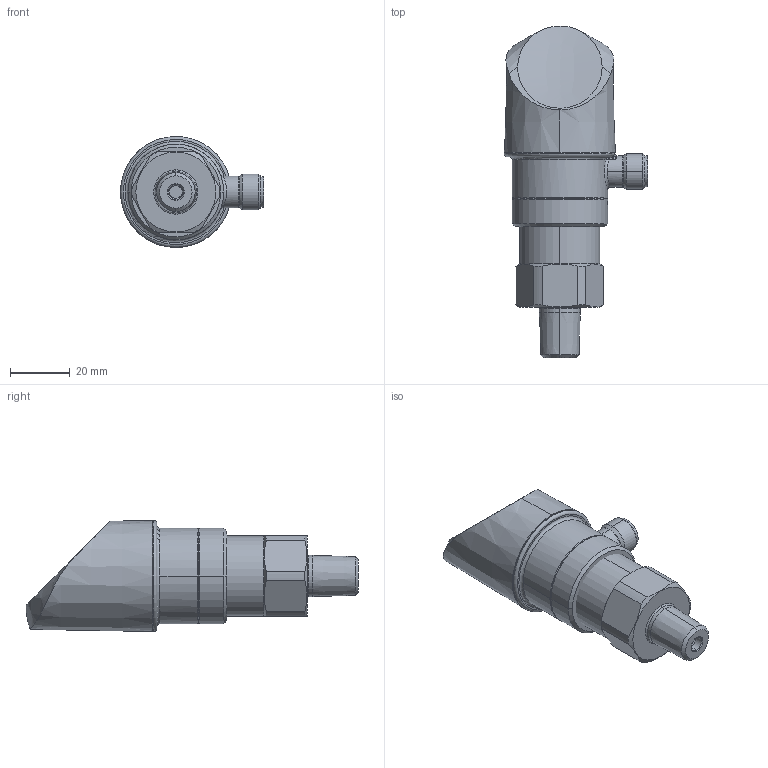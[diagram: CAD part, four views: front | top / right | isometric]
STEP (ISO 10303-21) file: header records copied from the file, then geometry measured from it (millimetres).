
FILE_DESCRIPTION (( 'STEP AP214' ), '1' );
FILE_NAME ('8380.XX.XX.30.35.STEP', '2017-06-27T06:35:52', ( 'upgadmin' ), ( 'Hewlett-Packard Company' ), 'SwSTEP 2.0', 'SolidWorks 2016', '' );
FILE_SCHEMA (( 'AUTOMOTIVE_DESIGN' ));
Length unit declared in the file: millimetre
Products named in the file (5): C26010_30; 8380.XX.XX.30.35; Display-5Pol
Assembly tree (2 placements, depth 2):
  C26010_30
  8380.XX.XX.30.35
    C26010_30
    Display-5Pol
  Display-5Pol
Bounding box: 48 x 111.24 x 37.2 mm (x, y, z)
Volume: 70966.9 mm3; surface area: 14948.6 mm2
Topology: 2 solids, 2 shells, 152 faces, 348 edges, 207 vertices
Faces by surface type: cylinder 52, plane 29, cone 28, torus 24, bspline 17, sphere 2
Entity records: 7759 total; most frequent: CARTESIAN_POINT 3488, DIRECTION 727, ORIENTED_EDGE 688, EDGE_CURVE 344, AXIS2_PLACEMENT_3D 314, VERTEX_POINT 207, CIRCLE 173, EDGE_LOOP 165
